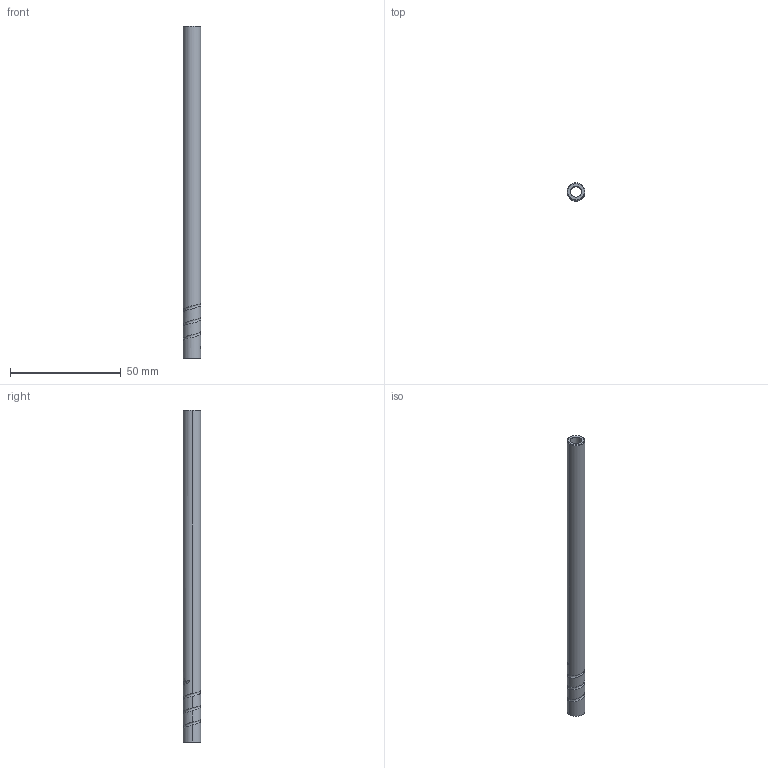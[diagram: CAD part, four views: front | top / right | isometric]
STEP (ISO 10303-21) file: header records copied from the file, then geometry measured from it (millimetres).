
FILE_DESCRIPTION (( 'STEP AP203' ), '1' );
FILE_NAME ('VS050080-150.STEP', '2012-09-04T16:19:27', ( 'dis05' ), ( '' ), 'SwSTEP 2.0', 'SolidWorks 2010', '' );
FILE_SCHEMA (( 'CONFIG_CONTROL_DESIGN' ));
Length unit declared in the file: millimetre
Products named in the file (1): VS050080-150
Bounding box: 8.01 x 8 x 150 mm (x, y, z)
Volume: 4561.8 mm3; surface area: 6201.5 mm2
Topology: 1 solids, 1 shells, 17 faces, 48 edges, 33 vertices
Faces by surface type: cylinder 10, bspline 3, cone 2, plane 2
Entity records: 1883 total; most frequent: CARTESIAN_POINT 1383, ORIENTED_EDGE 96, DIRECTION 79, EDGE_CURVE 48, VERTEX_POINT 33, AXIS2_PLACEMENT_3D 33, EDGE_LOOP 19, CIRCLE 18
